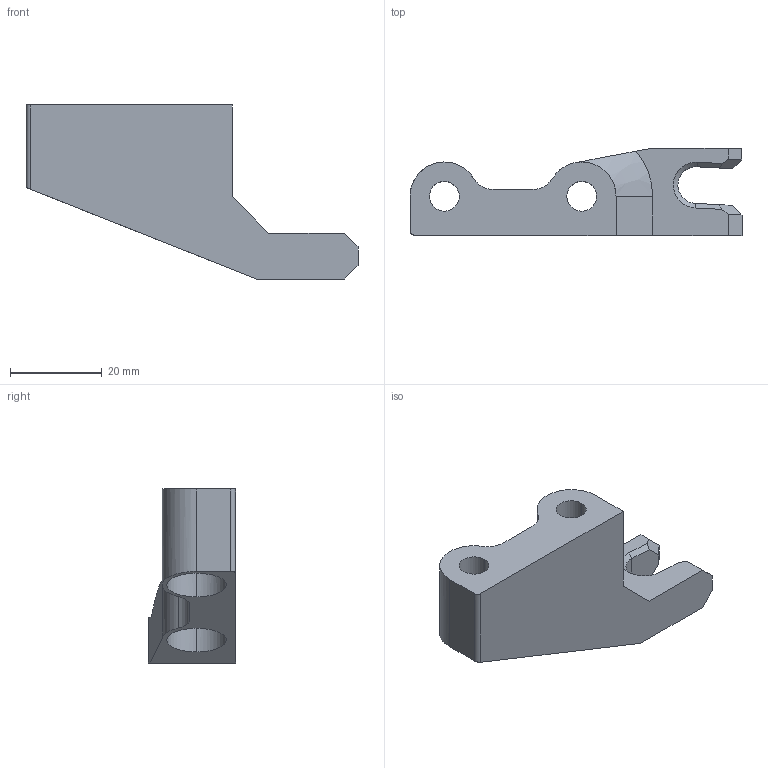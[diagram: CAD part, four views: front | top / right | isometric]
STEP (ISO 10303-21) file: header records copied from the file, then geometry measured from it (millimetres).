
FILE_DESCRIPTION (( 'STEP AP214' ), '1' );
FILE_NAME ('Fourche coque ar D.STEP', '2023-05-12T14:53:29', ( '' ), ( '' ), 'SwSTEP 2.0', 'SolidWorks 2023', '' );
FILE_SCHEMA (( 'AUTOMOTIVE_DESIGN' ));
Length unit declared in the file: millimetre
Products named in the file (1): Fourche coque ar D
Bounding box: 72.5 x 19 x 38 mm (x, y, z)
Volume: 16164.7 mm3; surface area: 7468.9 mm2
Topology: 1 solids, 1 shells, 50 faces, 132 edges, 86 vertices
Faces by surface type: plane 31, cylinder 15, cone 4
Entity records: 1580 total; most frequent: CARTESIAN_POINT 313, ORIENTED_EDGE 264, DIRECTION 250, EDGE_CURVE 132, LINE 96, VECTOR 96, VERTEX_POINT 86, AXIS2_PLACEMENT_3D 77
